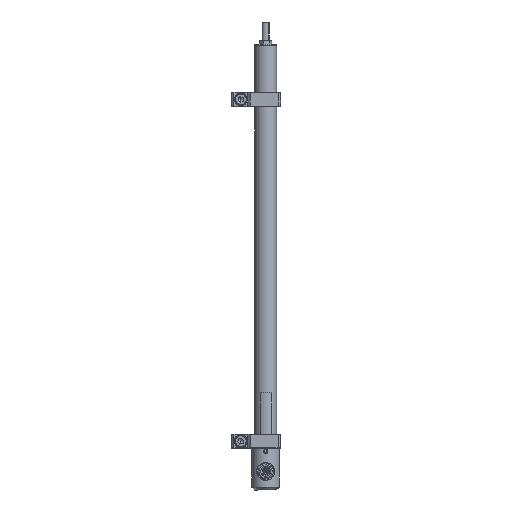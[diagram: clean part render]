
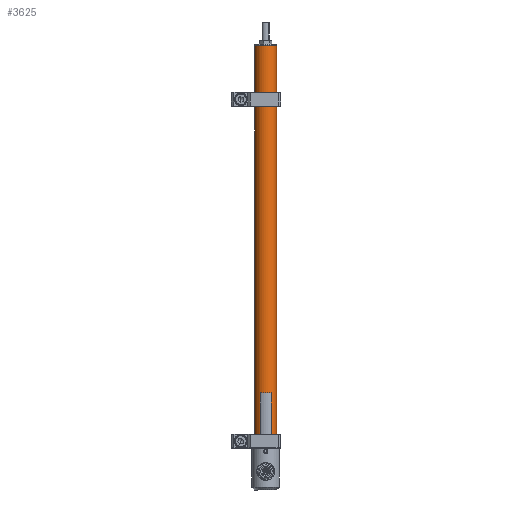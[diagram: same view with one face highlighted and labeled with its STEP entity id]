
A CAD part, front view. The second image highlights one B-rep face of the part: STEP entity #3625.
In plain terms, the highlighted cylindrical face has radius 8 mm (diameter 16 mm), a partial arc.
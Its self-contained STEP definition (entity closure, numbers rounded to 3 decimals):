
#3573 = EDGE_CURVE ( 'NONE', #3574, #3590, #10639, .T. ) ;
#3574 = VERTEX_POINT ( 'NONE', #10632 ) ;
#3575 = VERTEX_POINT ( 'NONE', #10628 ) ;
#3585 = VERTEX_POINT ( 'NONE', #10658 ) ;
#3588 = ORIENTED_EDGE ( 'NONE', *, *, #3629, .T. ) ;
#3590 = VERTEX_POINT ( 'NONE', #10697 ) ;
#3625 = ADVANCED_FACE ( 'NONE', ( #10772 ), #10858, .T. ) ;
#3626 = EDGE_CURVE ( 'NONE', #3590, #3585, #10859, .T. ) ;
#3629 = EDGE_CURVE ( 'NONE', #3575, #3574, #10849, .T. ) ;
#3631 = EDGE_CURVE ( 'NONE', #3575, #3585, #10879, .T. ) ;
#3632 = EDGE_LOOP ( 'NONE', ( #3638, #3588, #3634, #3683 ) ) ;
#3634 = ORIENTED_EDGE ( 'NONE', *, *, #3573, .T. ) ;
#3638 = ORIENTED_EDGE ( 'NONE', *, *, #3631, .F. ) ;
#3683 = ORIENTED_EDGE ( 'NONE', *, *, #3626, .T. ) ;
#10626 = DIRECTION ( 'NONE',  ( 0., 0., 1. ) ) ;
#10628 = CARTESIAN_POINT ( 'NONE',  ( -8., 0., -292.5 ) ) ;
#10629 = VECTOR ( 'NONE', #10626, 1000. ) ;
#10632 = CARTESIAN_POINT ( 'NONE',  ( 8., 0., -292.5 ) ) ;
#10638 = CARTESIAN_POINT ( 'NONE',  ( 8., 0., -301.7 ) ) ;
#10639 = LINE ( 'NONE', #10638, #10629 ) ;
#10658 = CARTESIAN_POINT ( 'NONE',  ( -8., 0., -0.15 ) ) ;
#10697 = CARTESIAN_POINT ( 'NONE',  ( 8., 0., -0.15 ) ) ;
#10772 = FACE_OUTER_BOUND ( 'NONE', #3632, .T. ) ;
#10835 = DIRECTION ( 'NONE',  ( -1., 0., 0. ) ) ;
#10836 = DIRECTION ( 'NONE',  ( 0., 0., 1. ) ) ;
#10837 = CARTESIAN_POINT ( 'NONE',  ( 0., 0., -292.5 ) ) ;
#10844 = DIRECTION ( 'NONE',  ( 1., 0., 0. ) ) ;
#10845 = DIRECTION ( 'NONE',  ( 0., 0., -1. ) ) ;
#10846 = CARTESIAN_POINT ( 'NONE',  ( 0., 0., -0.15 ) ) ;
#10847 = AXIS2_PLACEMENT_3D ( 'NONE', #10846, #10845, #10844 ) ;
#10849 = CIRCLE ( 'NONE', #10851, 8. ) ;
#10851 = AXIS2_PLACEMENT_3D ( 'NONE', #10837, #10836, #10835 ) ;
#10854 = DIRECTION ( 'NONE',  ( 1., 0., 0. ) ) ;
#10855 = DIRECTION ( 'NONE',  ( 0., 0., 1. ) ) ;
#10856 = CARTESIAN_POINT ( 'NONE',  ( 0., 0., -301.7 ) ) ;
#10857 = AXIS2_PLACEMENT_3D ( 'NONE', #10856, #10855, #10854 ) ;
#10858 = CYLINDRICAL_SURFACE ( 'NONE', #10857, 8. ) ;
#10859 = CIRCLE ( 'NONE', #10847, 8. ) ;
#10873 = DIRECTION ( 'NONE',  ( 0., 0., 1. ) ) ;
#10874 = VECTOR ( 'NONE', #10873, 1000. ) ;
#10875 = CARTESIAN_POINT ( 'NONE',  ( -8., 0., -301.7 ) ) ;
#10879 = LINE ( 'NONE', #10875, #10874 ) ;
